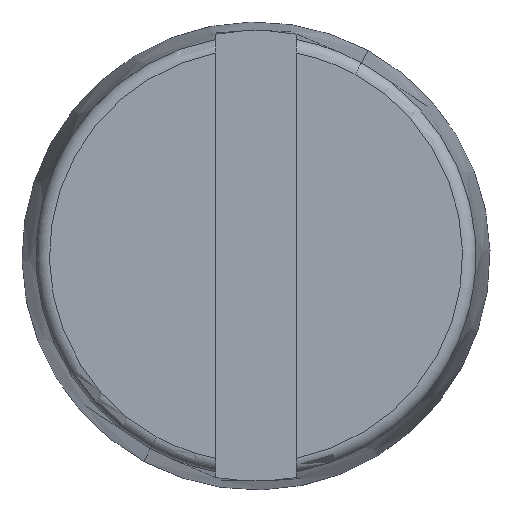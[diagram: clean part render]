
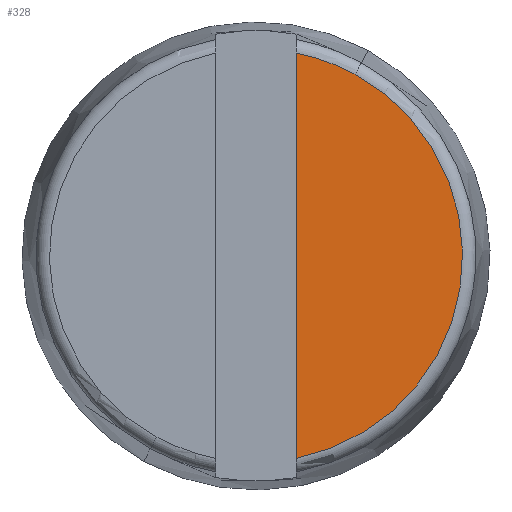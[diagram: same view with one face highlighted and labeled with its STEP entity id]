
A CAD part, top view. The second image highlights one B-rep face of the part: STEP entity #328.
In plain terms, the highlighted planar face has unit normal (0, 0, 1).
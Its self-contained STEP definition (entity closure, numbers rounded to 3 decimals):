
#300=AXIS2_PLACEMENT_3D('Plane Axis2P3D',#297,#298,#299) ;
#304=AXIS2_PLACEMENT_3D('Circle Axis2P3D',#302,#303,$) ;
#313=AXIS2_PLACEMENT_3D('Circle Axis2P3D',#311,#312,$) ;
#297=CARTESIAN_POINT('Axis2P3D Location',(3.5,3.5,11.6)) ;
#302=CARTESIAN_POINT('Axis2P3D Location',(3.5,3.5,11.6)) ;
#306=CARTESIAN_POINT('Vertex',(4.981,6.211,11.6)) ;
#308=CARTESIAN_POINT('Vertex',(4.1,0.47,11.6)) ;
#311=CARTESIAN_POINT('Axis2P3D Location',(3.5,3.5,11.6)) ;
#315=CARTESIAN_POINT('Vertex',(4.1,6.53,11.6)) ;
#318=CARTESIAN_POINT('Line Origine',(4.1,3.5,11.6)) ;
#298=DIRECTION('Axis2P3D Direction',(0.,0.,-1.)) ;
#299=DIRECTION('Axis2P3D XDirection',(1.,0.,0.)) ;
#303=DIRECTION('Axis2P3D Direction',(0.,0.,-1.)) ;
#312=DIRECTION('Axis2P3D Direction',(0.,0.,-1.)) ;
#319=DIRECTION('Vector Direction',(0.,1.,0.)) ;
#320=VECTOR('Line Direction',#319,1.) ;
#324=ORIENTED_EDGE('',*,*,#310,.F.) ;
#325=ORIENTED_EDGE('',*,*,#317,.F.) ;
#326=ORIENTED_EDGE('',*,*,#322,.F.) ;
#328=ADVANCED_FACE('K\X2\00F6\X0\rper.3',(#327),#301,.F.) ;
#305=CIRCLE('generated circle',#304,3.089) ;
#314=CIRCLE('generated circle',#313,3.089) ;
#310=EDGE_CURVE('',#307,#309,#305,.T.) ;
#317=EDGE_CURVE('',#316,#307,#314,.T.) ;
#322=EDGE_CURVE('',#309,#316,#321,.T.) ;
#323=EDGE_LOOP('',(#324,#325,#326)) ;
#327=FACE_OUTER_BOUND('',#323,.T.) ;
#321=LINE('Line',#318,#320) ;
#301=PLANE('',#300) ;
#307=VERTEX_POINT('',#306) ;
#309=VERTEX_POINT('',#308) ;
#316=VERTEX_POINT('',#315) ;
